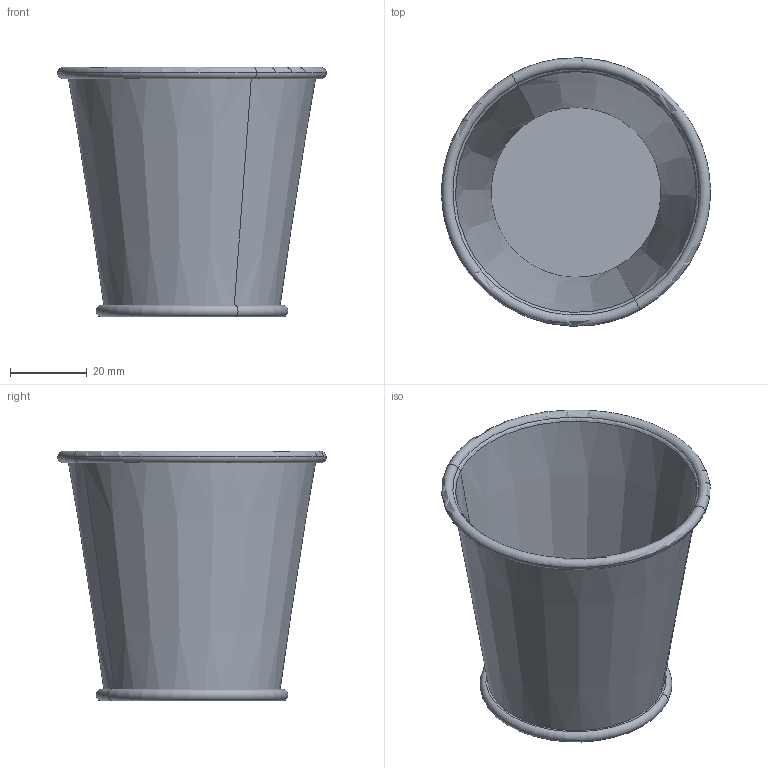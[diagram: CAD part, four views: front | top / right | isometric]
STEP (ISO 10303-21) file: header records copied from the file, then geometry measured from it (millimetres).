
FILE_DESCRIPTION(('CATIA V5 STEP Exchange'),'2;1');
FILE_NAME('pot.stp','2023-09-10T14:21:57+00:00',('none'),('none'),'CATIA Version 5 Release 19 GA (IN-10)','CATIA V5 STEP AP214','none');
FILE_SCHEMA(('AUTOMOTIVE_DESIGN { 1 0 10303 214 1 1 1 1 }'));
Length unit declared in the file: millimetre
Products named in the file (1): pot
Bounding box: 69.98 x 69.98 x 65 mm (x, y, z)
Volume: 16560.9 mm3; surface area: 26789.6 mm2
Topology: 1 solids, 1 shells, 18 faces, 34 edges, 20 vertices
Faces by surface type: torus 6, plane 4, cone 4, cylinder 2, bspline 2
Entity records: 609 total; most frequent: CARTESIAN_POINT 272, ORIENTED_EDGE 68, DIRECTION 46, EDGE_CURVE 34, AXIS2_PLACEMENT_3D 32, CIRCLE 22, EDGE_LOOP 20, VERTEX_POINT 20
